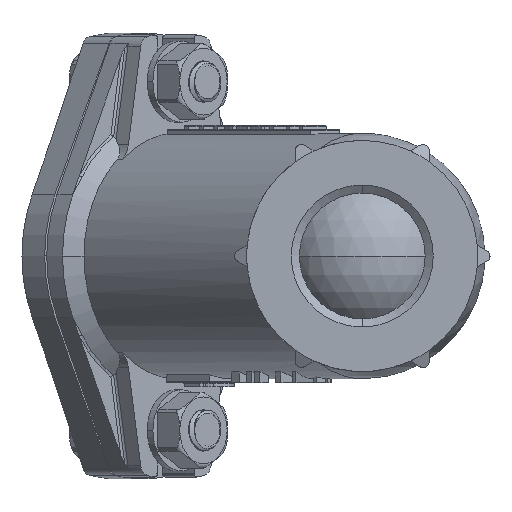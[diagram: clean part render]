
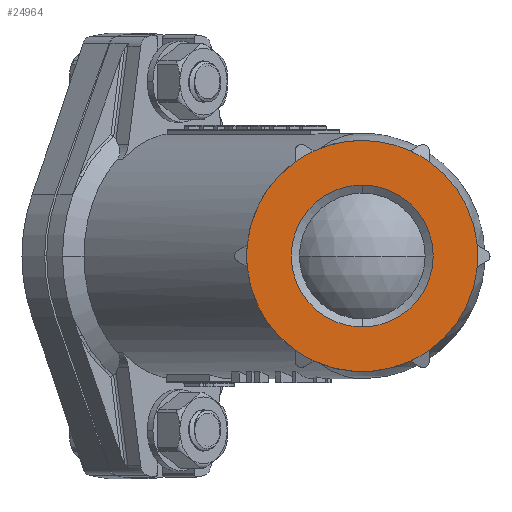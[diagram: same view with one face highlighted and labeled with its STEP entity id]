
A CAD part, left-side view. The second image highlights one B-rep face of the part: STEP entity #24964.
In plain terms, the highlighted planar face has unit normal (-1, 0, 0).
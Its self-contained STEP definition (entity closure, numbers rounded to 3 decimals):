
#16 = CARTESIAN_POINT ( 'NONE',  ( 0., 0., 0. ) ) ;
#272 = EDGE_CURVE ( 'NONE', #1514, #3047, #9450, .T. ) ;
#576 = VERTEX_POINT ( 'NONE', #4291 ) ;
#802 = DIRECTION ( 'NONE',  ( -1., 0., 0. ) ) ;
#1033 = CARTESIAN_POINT ( 'NONE',  ( 0., 0., -17.5 ) ) ;
#1138 = AXIS2_PLACEMENT_3D ( 'NONE', #16, #2528, #17502 ) ;
#1280 = EDGE_CURVE ( 'NONE', #27457, #6614, #7464, .T. ) ;
#1514 = VERTEX_POINT ( 'NONE', #10479 ) ;
#1518 = DIRECTION ( 'NONE',  ( 0., 0., 1. ) ) ;
#1724 = CIRCLE ( 'NONE', #26902, 28.5 ) ;
#1752 = AXIS2_PLACEMENT_3D ( 'NONE', #28261, #16087, #3393 ) ;
#1915 = VERTEX_POINT ( 'NONE', #31011 ) ;
#2439 = CIRCLE ( 'NONE', #28426, 28.5 ) ;
#2504 = EDGE_CURVE ( 'NONE', #31182, #19645, #21406, .T. ) ;
#2528 = DIRECTION ( 'NONE',  ( -1., 0., 0. ) ) ;
#2541 = CIRCLE ( 'NONE', #16208, 28.5 ) ;
#2555 = ORIENTED_EDGE ( 'NONE', *, *, #10832, .F. ) ;
#2966 = DIRECTION ( 'NONE',  ( -1., 0., 0. ) ) ;
#3047 = VERTEX_POINT ( 'NONE', #22828 ) ;
#3098 = DIRECTION ( 'NONE',  ( 0., 0., 1. ) ) ;
#3363 = CARTESIAN_POINT ( 'NONE',  ( 0., 28.375, -2.67 ) ) ;
#3372 = CARTESIAN_POINT ( 'NONE',  ( 0., 28.375, 2.67 ) ) ;
#3393 = DIRECTION ( 'NONE',  ( 0., 0., 1. ) ) ;
#3430 = FACE_OUTER_BOUND ( 'NONE', #26306, .T. ) ;
#3804 = CARTESIAN_POINT ( 'NONE',  ( 0., 0., 0. ) ) ;
#4109 = ORIENTED_EDGE ( 'NONE', *, *, #272, .T. ) ;
#4284 = AXIS2_PLACEMENT_3D ( 'NONE', #15450, #802, #25258 ) ;
#4291 = CARTESIAN_POINT ( 'NONE',  ( 0., 11.875, -25.908 ) ) ;
#4584 = EDGE_CURVE ( 'NONE', #23356, #31182, #8531, .T. ) ;
#5596 = DIRECTION ( 'NONE',  ( 0., 0., 1. ) ) ;
#6193 = DIRECTION ( 'NONE',  ( -1., 0., 0. ) ) ;
#6302 = DIRECTION ( 'NONE',  ( -1., 0., 0. ) ) ;
#6567 = EDGE_CURVE ( 'NONE', #14933, #27457, #15432, .T. ) ;
#6607 = CARTESIAN_POINT ( 'NONE',  ( 0., 0., 0. ) ) ;
#6614 = VERTEX_POINT ( 'NONE', #13735 ) ;
#6937 = CARTESIAN_POINT ( 'NONE',  ( 0., 0., 0. ) ) ;
#7215 = ORIENTED_EDGE ( 'NONE', *, *, #22357, .T. ) ;
#7388 = CARTESIAN_POINT ( 'NONE',  ( 0., 0., 17.5 ) ) ;
#7448 = CIRCLE ( 'NONE', #32163, 17.5 ) ;
#7464 = CIRCLE ( 'NONE', #4284, 28.5 ) ;
#7714 = EDGE_CURVE ( 'NONE', #576, #23356, #1724, .T. ) ;
#8083 = DIRECTION ( 'NONE',  ( 0., 0., 1. ) ) ;
#8265 = CARTESIAN_POINT ( 'NONE',  ( 0., -28.375, -2.67 ) ) ;
#8531 = CIRCLE ( 'NONE', #18698, 28.5 ) ;
#8581 = DIRECTION ( 'NONE',  ( -1., 0., 0. ) ) ;
#8850 = AXIS2_PLACEMENT_3D ( 'NONE', #23602, #6193, #1518 ) ;
#9323 = DIRECTION ( 'NONE',  ( -1., 0., 0. ) ) ;
#9450 = CIRCLE ( 'NONE', #8850, 28.5 ) ;
#9458 = DIRECTION ( 'NONE',  ( 0., 0., 1. ) ) ;
#9809 = CARTESIAN_POINT ( 'NONE',  ( 0., -17.5, 0. ) ) ;
#10479 = CARTESIAN_POINT ( 'NONE',  ( 0., -16.5, 23.238 ) ) ;
#10600 = EDGE_CURVE ( 'NONE', #19645, #31850, #16411, .T. ) ;
#10709 = EDGE_CURVE ( 'NONE', #13889, #14933, #16018, .T. ) ;
#10832 = EDGE_CURVE ( 'NONE', #17128, #20202, #7448, .T. ) ;
#12128 = CARTESIAN_POINT ( 'NONE',  ( 0., -28.375, 2.67 ) ) ;
#12142 = ORIENTED_EDGE ( 'NONE', *, *, #10600, .T. ) ;
#13094 = CARTESIAN_POINT ( 'NONE',  ( 0., 0., 0. ) ) ;
#13166 = AXIS2_PLACEMENT_3D ( 'NONE', #6607, #13356, #31213 ) ;
#13356 = DIRECTION ( 'NONE',  ( -1., 0., 0. ) ) ;
#13686 = DIRECTION ( 'NONE',  ( 0., 0., 1. ) ) ;
#13735 = CARTESIAN_POINT ( 'NONE',  ( 0., 16.5, -23.238 ) ) ;
#13793 = CIRCLE ( 'NONE', #13166, 17.5 ) ;
#13889 = VERTEX_POINT ( 'NONE', #24268 ) ;
#14933 = VERTEX_POINT ( 'NONE', #3372 ) ;
#15432 = CIRCLE ( 'NONE', #32075, 28.5 ) ;
#15450 = CARTESIAN_POINT ( 'NONE',  ( 0., 0., 0. ) ) ;
#16018 = CIRCLE ( 'NONE', #1138, 28.5 ) ;
#16074 = EDGE_CURVE ( 'NONE', #1915, #17997, #2541, .T. ) ;
#16087 = DIRECTION ( 'NONE',  ( -1., 0., 0. ) ) ;
#16208 = AXIS2_PLACEMENT_3D ( 'NONE', #31219, #6302, #13686 ) ;
#16250 = ORIENTED_EDGE ( 'NONE', *, *, #1280, .T. ) ;
#16411 = CIRCLE ( 'NONE', #30079, 28.5 ) ;
#16464 = DIRECTION ( 'NONE',  ( 0., 0., 1. ) ) ;
#16623 = FACE_BOUND ( 'NONE', #27003, .T. ) ;
#17128 = VERTEX_POINT ( 'NONE', #7388 ) ;
#17206 = PLANE ( 'NONE',  #31229 ) ;
#17396 = CARTESIAN_POINT ( 'NONE',  ( 0., -11.875, -25.908 ) ) ;
#17502 = DIRECTION ( 'NONE',  ( 0., 0., 1. ) ) ;
#17828 = DIRECTION ( 'NONE',  ( 0., 0., 1. ) ) ;
#17858 = DIRECTION ( 'NONE',  ( -1., 0., 0. ) ) ;
#17997 = VERTEX_POINT ( 'NONE', #23199 ) ;
#18588 = EDGE_CURVE ( 'NONE', #20202, #17128, #13793, .T. ) ;
#18698 = AXIS2_PLACEMENT_3D ( 'NONE', #6937, #24371, #9458 ) ;
#18750 = DIRECTION ( 'NONE',  ( -1., 0., 0. ) ) ;
#19080 = CARTESIAN_POINT ( 'NONE',  ( 0., 0., 0. ) ) ;
#19645 = VERTEX_POINT ( 'NONE', #8265 ) ;
#19650 = EDGE_CURVE ( 'NONE', #6614, #576, #27019, .T. ) ;
#19688 = AXIS2_PLACEMENT_3D ( 'NONE', #3804, #26406, #28879 ) ;
#20097 = CARTESIAN_POINT ( 'NONE',  ( 0., 0., 0. ) ) ;
#20202 = VERTEX_POINT ( 'NONE', #1033 ) ;
#20466 = CARTESIAN_POINT ( 'NONE',  ( 0., 0., 0. ) ) ;
#20886 = CARTESIAN_POINT ( 'NONE',  ( 0., -16.5, -23.238 ) ) ;
#20891 = EDGE_CURVE ( 'NONE', #3047, #1915, #2439, .T. ) ;
#20941 = ORIENTED_EDGE ( 'NONE', *, *, #19650, .T. ) ;
#20973 = ORIENTED_EDGE ( 'NONE', *, *, #16074, .T. ) ;
#21336 = ORIENTED_EDGE ( 'NONE', *, *, #2504, .T. ) ;
#21406 = CIRCLE ( 'NONE', #19688, 28.5 ) ;
#21603 = ORIENTED_EDGE ( 'NONE', *, *, #18588, .F. ) ;
#21618 = CIRCLE ( 'NONE', #23132, 28.5 ) ;
#21762 = ORIENTED_EDGE ( 'NONE', *, *, #4584, .T. ) ;
#21897 = DIRECTION ( 'NONE',  ( -1., 0., 0. ) ) ;
#22357 = EDGE_CURVE ( 'NONE', #17997, #13889, #31917, .T. ) ;
#22796 = DIRECTION ( 'NONE',  ( -1., 0., 0. ) ) ;
#22828 = CARTESIAN_POINT ( 'NONE',  ( 0., -11.875, 25.908 ) ) ;
#22859 = ORIENTED_EDGE ( 'NONE', *, *, #20891, .T. ) ;
#23132 = AXIS2_PLACEMENT_3D ( 'NONE', #20466, #17858, #3098 ) ;
#23199 = CARTESIAN_POINT ( 'NONE',  ( 0., 11.875, 25.908 ) ) ;
#23332 = ORIENTED_EDGE ( 'NONE', *, *, #6567, .T. ) ;
#23356 = VERTEX_POINT ( 'NONE', #17396 ) ;
#23469 = CARTESIAN_POINT ( 'NONE',  ( 0., 0., 0. ) ) ;
#23488 = ORIENTED_EDGE ( 'NONE', *, *, #10709, .T. ) ;
#23602 = CARTESIAN_POINT ( 'NONE',  ( 0., 0., 0. ) ) ;
#24268 = CARTESIAN_POINT ( 'NONE',  ( 0., 16.5, 23.238 ) ) ;
#24371 = DIRECTION ( 'NONE',  ( -1., 0., 0. ) ) ;
#24415 = DIRECTION ( 'NONE',  ( 0., 0., 1. ) ) ;
#24822 = DIRECTION ( 'NONE',  ( 0., 0., 1. ) ) ;
#24840 = CARTESIAN_POINT ( 'NONE',  ( 0., 0., 0. ) ) ;
#24964 = ADVANCED_FACE ( 'NONE', ( #3430, #16623 ), #17206, .T. ) ;
#25258 = DIRECTION ( 'NONE',  ( 0., 0., 1. ) ) ;
#25879 = DIRECTION ( 'NONE',  ( 0., 0., 1. ) ) ;
#26091 = EDGE_CURVE ( 'NONE', #31850, #1514, #21618, .T. ) ;
#26306 = EDGE_LOOP ( 'NONE', ( #7215, #23488, #23332, #16250, #20941, #26804, #21762, #21336, #12142, #28123, #4109, #22859, #20973 ) ) ;
#26406 = DIRECTION ( 'NONE',  ( -1., 0., 0. ) ) ;
#26804 = ORIENTED_EDGE ( 'NONE', *, *, #7714, .T. ) ;
#26902 = AXIS2_PLACEMENT_3D ( 'NONE', #24840, #28194, #8083 ) ;
#27003 = EDGE_LOOP ( 'NONE', ( #2555, #21603 ) ) ;
#27019 = CIRCLE ( 'NONE', #1752, 28.5 ) ;
#27457 = VERTEX_POINT ( 'NONE', #3363 ) ;
#28123 = ORIENTED_EDGE ( 'NONE', *, *, #26091, .T. ) ;
#28194 = DIRECTION ( 'NONE',  ( -1., 0., 0. ) ) ;
#28261 = CARTESIAN_POINT ( 'NONE',  ( 0., 0., 0. ) ) ;
#28426 = AXIS2_PLACEMENT_3D ( 'NONE', #23469, #8581, #25879 ) ;
#28879 = DIRECTION ( 'NONE',  ( 0., 0., 1. ) ) ;
#30079 = AXIS2_PLACEMENT_3D ( 'NONE', #30993, #9323, #24822 ) ;
#30127 = AXIS2_PLACEMENT_3D ( 'NONE', #13094, #22796, #5596 ) ;
#30993 = CARTESIAN_POINT ( 'NONE',  ( 0., 0., 0. ) ) ;
#31011 = CARTESIAN_POINT ( 'NONE',  ( 0., 0., 28.5 ) ) ;
#31182 = VERTEX_POINT ( 'NONE', #20886 ) ;
#31213 = DIRECTION ( 'NONE',  ( 0., 0., 1. ) ) ;
#31219 = CARTESIAN_POINT ( 'NONE',  ( 0., 0., 0. ) ) ;
#31229 = AXIS2_PLACEMENT_3D ( 'NONE', #9809, #21897, #24415 ) ;
#31850 = VERTEX_POINT ( 'NONE', #12128 ) ;
#31917 = CIRCLE ( 'NONE', #30127, 28.5 ) ;
#32075 = AXIS2_PLACEMENT_3D ( 'NONE', #19080, #18750, #16464 ) ;
#32163 = AXIS2_PLACEMENT_3D ( 'NONE', #20097, #2966, #17828 ) ;
